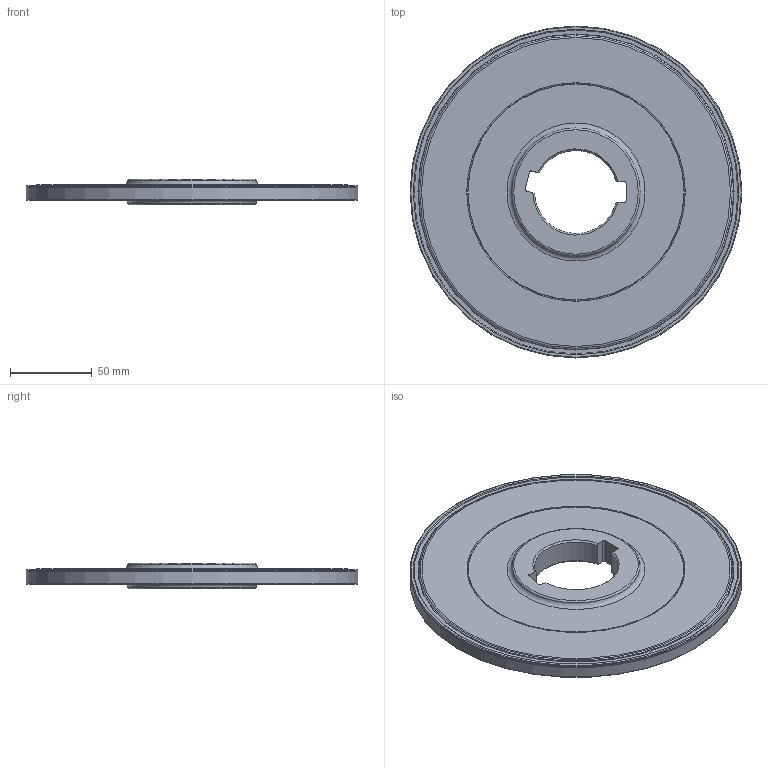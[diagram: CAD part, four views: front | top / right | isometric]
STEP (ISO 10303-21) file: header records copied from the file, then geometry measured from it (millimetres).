
FILE_DESCRIPTION(/* description */ (''),/* implementation_level */ '2;1');
FILE_NAME(/* name */ '335.18-08.00-XL0708R.stp',/* time_stamp */ '2017-09-14T10:21:02+06:00',/* author */ (''),/* organization */ (''),/* preprocessor_version */ 'ST-DEVELOPER v16',/* originating_system */ 'SIEMENS PLM Software NX 11.0',/* authorisation */ '');
FILE_SCHEMA (('AUTOMOTIVE_DESIGN { 1 0 10303 214 3 1 1 1 }'));
Length unit declared in the file: millimetre
Products named in the file (1): 335.18-08.00-XL0708R
Bounding box: 203.2 x 203.2 x 15.88 mm (x, y, z)
Volume: 286623.5 mm3; surface area: 83371.2 mm2
Topology: 2 solids, 2 shells, 53 faces, 112 edges, 71 vertices
Faces by surface type: plane 18, torus 14, cylinder 11, cone 10
Full cylindrical faces by diameter (mm): 193.2 x1, 199.216 x2, 203.2 x2
Entity records: 1353 total; most frequent: DIRECTION 242, CARTESIAN_POINT 233, ORIENTED_EDGE 168, AXIS2_PLACEMENT_3D 109, EDGE_LOOP 90, EDGE_CURVE 84, FACE_BOUND 74, VERTEX_POINT 68
